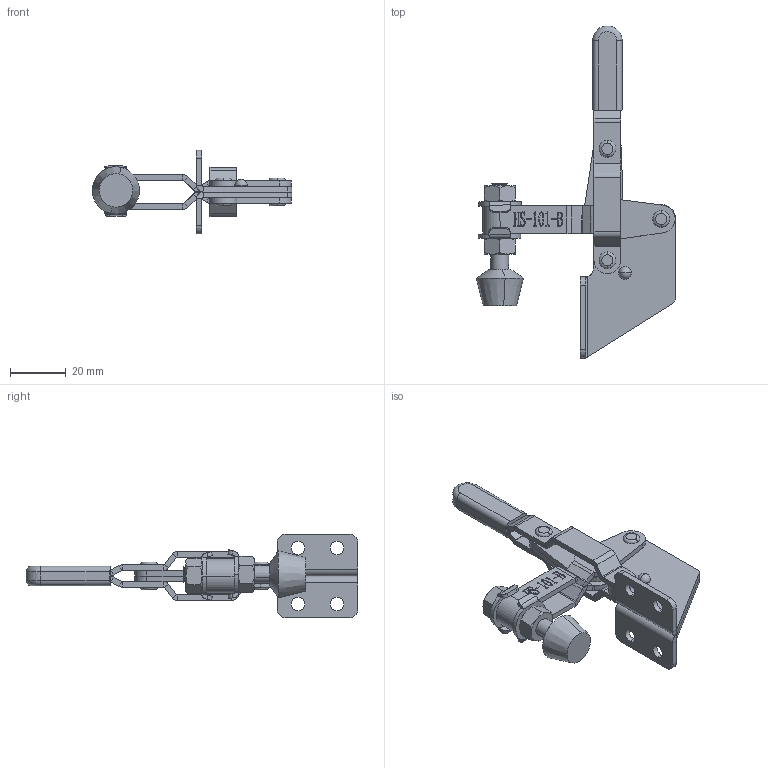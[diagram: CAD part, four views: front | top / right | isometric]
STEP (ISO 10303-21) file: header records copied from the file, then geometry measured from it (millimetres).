
FILE_DESCRIPTION (( 'STEP AP203' ), '1' );
FILE_NAME ('HS-101-B .STEP', '2019-10-14T07:02:22', ( '微软用户' ), ( '微软中国' ), 'SwSTEP 2.0', 'SolidWorks 2012', '' );
FILE_SCHEMA (( 'CONFIG_CONTROL_DESIGN' ));
Length unit declared in the file: millimetre
Products named in the file (12): HS-101-B ; hex nut_ai_HNUT 0.2500-20-D-N; 蟀裝; hex finished bolt_ai_HFBOLT 0.25-20x1.5x0.75-S; FW-141; 揤輸; 种; 揤參; 忒梟; 忒參; 菁釱酘; 菁釱衵
Assembly tree (18 placements, depth 2):
  HS-101-B 
    菁釱衵
    菁釱酘
    忒參
    忒梟  x2
    揤參
    种  x4
    揤輸
    FW-141  x2
    hex finished bolt_ai_HFBOLT 0.25-20x1.5x0.75-S
    蟀裝  x2
    hex nut_ai_HNUT 0.2500-20-D-N  x2
Bounding box: 71.5 x 119 x 30 mm (x, y, z)
Volume: 20282 mm3; surface area: 21943 mm2
Topology: 18 solids, 18 shells, 897 faces, 2226 edges, 1399 vertices
Faces by surface type: plane 466, cylinder 194, bspline 121, cone 94, torus 20, sphere 2
Entity records: 30046 total; most frequent: CARTESIAN_POINT 11166, ORIENTED_EDGE 3784, DIRECTION 3294, EDGE_CURVE 1892, VERTEX_POINT 1199, VECTOR 1188, LINE 1188, AXIS2_PLACEMENT_3D 1053
